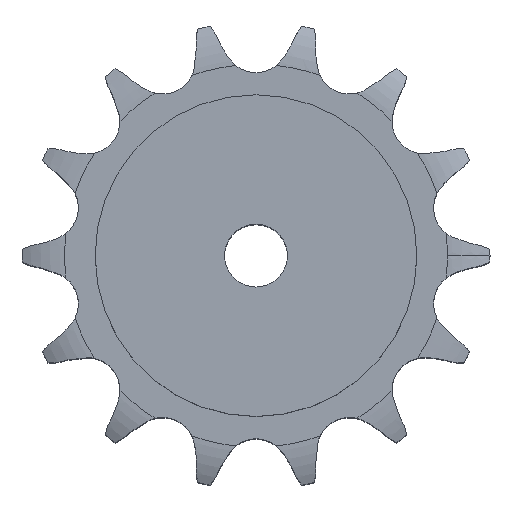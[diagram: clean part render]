
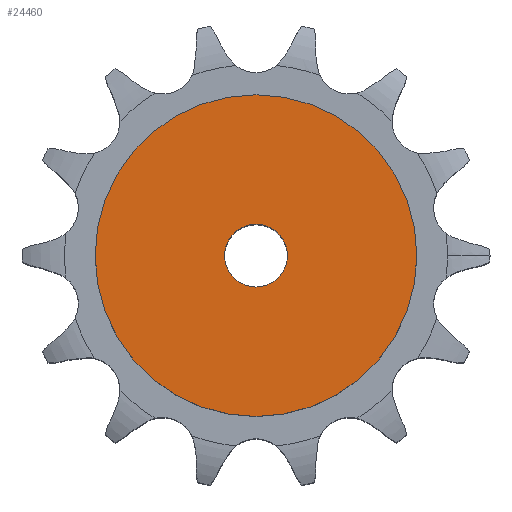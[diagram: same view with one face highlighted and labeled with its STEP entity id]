
A CAD part, top view. The second image highlights one B-rep face of the part: STEP entity #24460.
In plain terms, the highlighted planar face has unit normal (0, 0, 1).
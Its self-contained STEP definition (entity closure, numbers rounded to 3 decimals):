
#13276 = CYLINDRICAL_SURFACE('',#13277,12.5);
#13277 = AXIS2_PLACEMENT_3D('',#13278,#13279,#13280);
#13278 = CARTESIAN_POINT('',(0.,0.,331.968));
#13279 = DIRECTION('',(0.,0.,1.));
#13280 = DIRECTION('',(1.,0.,0.));
#16828 = EDGE_CURVE('',#16829,#16829,#16831,.T.);
#16829 = VERTEX_POINT('',#16830);
#16830 = CARTESIAN_POINT('',(12.5,0.,150.));
#16831 = SURFACE_CURVE('',#16832,(#16837,#16844),.PCURVE_S1.);
#16832 = CIRCLE('',#16833,12.5);
#16833 = AXIS2_PLACEMENT_3D('',#16834,#16835,#16836);
#16834 = CARTESIAN_POINT('',(0.,0.,150.));
#16835 = DIRECTION('',(0.,0.,1.));
#16836 = DIRECTION('',(1.,0.,0.));
#16837 = PCURVE('',#13276,#16838);
#16838 = DEFINITIONAL_REPRESENTATION('',(#16839),#16843);
#16839 = LINE('',#16840,#16841);
#16840 = CARTESIAN_POINT('',(0.,-181.968));
#16841 = VECTOR('',#16842,1.);
#16842 = DIRECTION('',(1.,0.));
#16843 = ( GEOMETRIC_REPRESENTATION_CONTEXT(2) 
PARAMETRIC_REPRESENTATION_CONTEXT() REPRESENTATION_CONTEXT('2D SPACE',''
  ) );
#16844 = PCURVE('',#16845,#16850);
#16845 = PLANE('',#16846);
#16846 = AXIS2_PLACEMENT_3D('',#16847,#16848,#16849);
#16847 = CARTESIAN_POINT('',(0.,0.,150.
    ));
#16848 = DIRECTION('',(0.,0.,1.));
#16849 = DIRECTION('',(1.,0.,0.));
#16850 = DEFINITIONAL_REPRESENTATION('',(#16851),#16855);
#16851 = CIRCLE('',#16852,12.5);
#16852 = AXIS2_PLACEMENT_2D('',#16853,#16854);
#16853 = CARTESIAN_POINT('',(0.,0.));
#16854 = DIRECTION('',(1.,0.));
#16855 = ( GEOMETRIC_REPRESENTATION_CONTEXT(2) 
PARAMETRIC_REPRESENTATION_CONTEXT() REPRESENTATION_CONTEXT('2D SPACE',''
  ) );
#24460 = ADVANCED_FACE('',(#24461,#24492),#16845,.T.);
#24461 = FACE_BOUND('',#24462,.T.);
#24462 = EDGE_LOOP('',(#24463));
#24463 = ORIENTED_EDGE('',*,*,#24464,.T.);
#24464 = EDGE_CURVE('',#24465,#24465,#24467,.T.);
#24465 = VERTEX_POINT('',#24466);
#24466 = CARTESIAN_POINT('',(64.,0.,150.));
#24467 = SURFACE_CURVE('',#24468,(#24473,#24480),.PCURVE_S1.);
#24468 = CIRCLE('',#24469,64.);
#24469 = AXIS2_PLACEMENT_3D('',#24470,#24471,#24472);
#24470 = CARTESIAN_POINT('',(0.,0.,150.));
#24471 = DIRECTION('',(0.,0.,1.));
#24472 = DIRECTION('',(1.,0.,0.));
#24473 = PCURVE('',#16845,#24474);
#24474 = DEFINITIONAL_REPRESENTATION('',(#24475),#24479);
#24475 = CIRCLE('',#24476,64.);
#24476 = AXIS2_PLACEMENT_2D('',#24477,#24478);
#24477 = CARTESIAN_POINT('',(0.,0.));
#24478 = DIRECTION('',(1.,0.));
#24479 = ( GEOMETRIC_REPRESENTATION_CONTEXT(2) 
PARAMETRIC_REPRESENTATION_CONTEXT() REPRESENTATION_CONTEXT('2D SPACE',''
  ) );
#24480 = PCURVE('',#24481,#24486);
#24481 = CYLINDRICAL_SURFACE('',#24482,64.);
#24482 = AXIS2_PLACEMENT_3D('',#24483,#24484,#24485);
#24483 = CARTESIAN_POINT('',(0.,0.,0.));
#24484 = DIRECTION('',(-0.,-0.,-1.));
#24485 = DIRECTION('',(1.,0.,0.));
#24486 = DEFINITIONAL_REPRESENTATION('',(#24487),#24491);
#24487 = LINE('',#24488,#24489);
#24488 = CARTESIAN_POINT('',(-0.,-150.));
#24489 = VECTOR('',#24490,1.);
#24490 = DIRECTION('',(-1.,0.));
#24491 = ( GEOMETRIC_REPRESENTATION_CONTEXT(2) 
PARAMETRIC_REPRESENTATION_CONTEXT() REPRESENTATION_CONTEXT('2D SPACE',''
  ) );
#24492 = FACE_BOUND('',#24493,.T.);
#24493 = EDGE_LOOP('',(#24494));
#24494 = ORIENTED_EDGE('',*,*,#16828,.F.);
